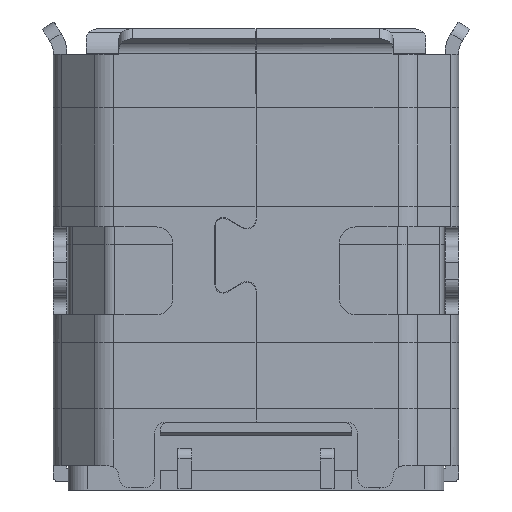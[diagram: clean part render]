
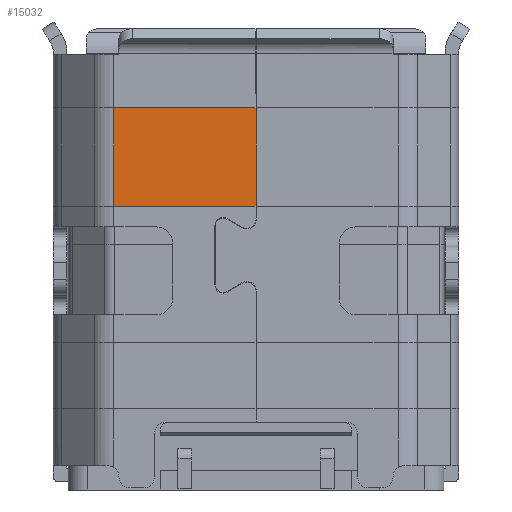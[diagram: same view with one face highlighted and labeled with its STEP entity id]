
A CAD part, front view. The second image highlights one B-rep face of the part: STEP entity #15032.
In plain terms, the highlighted planar face has unit normal (0, -1, 0).
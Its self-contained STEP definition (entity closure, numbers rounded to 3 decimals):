
#12941 = PLANE('',#12942);
#12942 = AXIS2_PLACEMENT_3D('',#12943,#12944,#12945);
#12943 = CARTESIAN_POINT('',(-2.593,-1.175,0.675));
#12944 = DIRECTION('',(0.,1.,0.));
#12945 = DIRECTION('',(0.,0.,1.));
#13571 = EDGE_CURVE('',#13572,#13574,#13576,.T.);
#13572 = VERTEX_POINT('',#13573);
#13573 = CARTESIAN_POINT('',(-2.593,-1.175,-0.3));
#13574 = VERTEX_POINT('',#13575);
#13575 = CARTESIAN_POINT('',(-0.,-1.175,-0.3));
#13576 = SURFACE_CURVE('',#13577,(#13581,#13588),.PCURVE_S1.);
#13577 = LINE('',#13578,#13579);
#13578 = CARTESIAN_POINT('',(-4.046,-1.175,-0.3));
#13579 = VECTOR('',#13580,1.);
#13580 = DIRECTION('',(1.,0.,0.));
#13581 = PCURVE('',#12941,#13582);
#13582 = DEFINITIONAL_REPRESENTATION('',(#13583),#13587);
#13583 = LINE('',#13584,#13585);
#13584 = CARTESIAN_POINT('',(-0.975,-1.454));
#13585 = VECTOR('',#13586,1.);
#13586 = DIRECTION('',(0.,1.));
#13587 = ( GEOMETRIC_REPRESENTATION_CONTEXT(2) 
PARAMETRIC_REPRESENTATION_CONTEXT() REPRESENTATION_CONTEXT('2D SPACE',''
  ) );
#13588 = PCURVE('',#13589,#13594);
#13589 = PLANE('',#13590);
#13590 = AXIS2_PLACEMENT_3D('',#13591,#13592,#13593);
#13591 = CARTESIAN_POINT('',(-2.593,-1.175,1.5));
#13592 = DIRECTION('',(0.,-1.,0.));
#13593 = DIRECTION('',(1.,0.,0.));
#13594 = DEFINITIONAL_REPRESENTATION('',(#13595),#13599);
#13595 = LINE('',#13596,#13597);
#13596 = CARTESIAN_POINT('',(-1.454,-1.8));
#13597 = VECTOR('',#13598,1.);
#13598 = DIRECTION('',(1.,0.));
#13599 = ( GEOMETRIC_REPRESENTATION_CONTEXT(2) 
PARAMETRIC_REPRESENTATION_CONTEXT() REPRESENTATION_CONTEXT('2D SPACE',''
  ) );
#14106 = PLANE('',#14107);
#14107 = AXIS2_PLACEMENT_3D('',#14108,#14109,#14110);
#14108 = CARTESIAN_POINT('',(0.,-1.175,1.5));
#14109 = DIRECTION('',(1.,0.,0.));
#14110 = DIRECTION('',(0.,1.,0.));
#15032 = ADVANCED_FACE('',(#15033),#13589,.T.);
#15033 = FACE_BOUND('',#15034,.T.);
#15034 = EDGE_LOOP('',(#15035,#15063,#15064,#15087));
#15035 = ORIENTED_EDGE('',*,*,#15036,.T.);
#15036 = EDGE_CURVE('',#15037,#13572,#15039,.T.);
#15037 = VERTEX_POINT('',#15038);
#15038 = CARTESIAN_POINT('',(-2.593,-1.175,1.5));
#15039 = SURFACE_CURVE('',#15040,(#15044,#15051),.PCURVE_S1.);
#15040 = LINE('',#15041,#15042);
#15041 = CARTESIAN_POINT('',(-2.593,-1.175,1.5));
#15042 = VECTOR('',#15043,1.);
#15043 = DIRECTION('',(-0.,-0.,-1.));
#15044 = PCURVE('',#13589,#15045);
#15045 = DEFINITIONAL_REPRESENTATION('',(#15046),#15050);
#15046 = LINE('',#15047,#15048);
#15047 = CARTESIAN_POINT('',(0.,0.));
#15048 = VECTOR('',#15049,1.);
#15049 = DIRECTION('',(0.,-1.));
#15050 = ( GEOMETRIC_REPRESENTATION_CONTEXT(2) 
PARAMETRIC_REPRESENTATION_CONTEXT() REPRESENTATION_CONTEXT('2D SPACE',''
  ) );
#15051 = PCURVE('',#15052,#15057);
#15052 = CYLINDRICAL_SURFACE('',#15053,0.5);
#15053 = AXIS2_PLACEMENT_3D('',#15054,#15055,#15056);
#15054 = CARTESIAN_POINT('',(-2.593,-0.675,1.5));
#15055 = DIRECTION('',(0.,0.,1.));
#15056 = DIRECTION('',(-1.,0.,0.));
#15057 = DEFINITIONAL_REPRESENTATION('',(#15058),#15062);
#15058 = LINE('',#15059,#15060);
#15059 = CARTESIAN_POINT('',(-4.712,0.));
#15060 = VECTOR('',#15061,1.);
#15061 = DIRECTION('',(-0.,-1.));
#15062 = ( GEOMETRIC_REPRESENTATION_CONTEXT(2) 
PARAMETRIC_REPRESENTATION_CONTEXT() REPRESENTATION_CONTEXT('2D SPACE',''
  ) );
#15063 = ORIENTED_EDGE('',*,*,#13571,.T.);
#15064 = ORIENTED_EDGE('',*,*,#15065,.F.);
#15065 = EDGE_CURVE('',#15066,#13574,#15068,.T.);
#15066 = VERTEX_POINT('',#15067);
#15067 = CARTESIAN_POINT('',(-0.,-1.175,1.5));
#15068 = SURFACE_CURVE('',#15069,(#15073,#15080),.PCURVE_S1.);
#15069 = LINE('',#15070,#15071);
#15070 = CARTESIAN_POINT('',(0.,-1.175,1.5));
#15071 = VECTOR('',#15072,1.);
#15072 = DIRECTION('',(-0.,-0.,-1.));
#15073 = PCURVE('',#13589,#15074);
#15074 = DEFINITIONAL_REPRESENTATION('',(#15075),#15079);
#15075 = LINE('',#15076,#15077);
#15076 = CARTESIAN_POINT('',(2.593,0.));
#15077 = VECTOR('',#15078,1.);
#15078 = DIRECTION('',(0.,-1.));
#15079 = ( GEOMETRIC_REPRESENTATION_CONTEXT(2) 
PARAMETRIC_REPRESENTATION_CONTEXT() REPRESENTATION_CONTEXT('2D SPACE',''
  ) );
#15080 = PCURVE('',#14106,#15081);
#15081 = DEFINITIONAL_REPRESENTATION('',(#15082),#15086);
#15082 = LINE('',#15083,#15084);
#15083 = CARTESIAN_POINT('',(0.,0.));
#15084 = VECTOR('',#15085,1.);
#15085 = DIRECTION('',(0.,-1.));
#15086 = ( GEOMETRIC_REPRESENTATION_CONTEXT(2) 
PARAMETRIC_REPRESENTATION_CONTEXT() REPRESENTATION_CONTEXT('2D SPACE',''
  ) );
#15087 = ORIENTED_EDGE('',*,*,#15088,.F.);
#15088 = EDGE_CURVE('',#15037,#15066,#15089,.T.);
#15089 = SURFACE_CURVE('',#15090,(#15094,#15101),.PCURVE_S1.);
#15090 = LINE('',#15091,#15092);
#15091 = CARTESIAN_POINT('',(-4.046,-1.175,1.5));
#15092 = VECTOR('',#15093,1.);
#15093 = DIRECTION('',(1.,0.,0.));
#15094 = PCURVE('',#13589,#15095);
#15095 = DEFINITIONAL_REPRESENTATION('',(#15096),#15100);
#15096 = LINE('',#15097,#15098);
#15097 = CARTESIAN_POINT('',(-1.454,0.));
#15098 = VECTOR('',#15099,1.);
#15099 = DIRECTION('',(1.,0.));
#15100 = ( GEOMETRIC_REPRESENTATION_CONTEXT(2) 
PARAMETRIC_REPRESENTATION_CONTEXT() REPRESENTATION_CONTEXT('2D SPACE',''
  ) );
#15101 = PCURVE('',#15102,#15107);
#15102 = PLANE('',#15103);
#15103 = AXIS2_PLACEMENT_3D('',#15104,#15105,#15106);
#15104 = CARTESIAN_POINT('',(-2.593,-1.175,2.475));
#15105 = DIRECTION('',(0.,1.,0.));
#15106 = DIRECTION('',(0.,0.,1.));
#15107 = DEFINITIONAL_REPRESENTATION('',(#15108),#15112);
#15108 = LINE('',#15109,#15110);
#15109 = CARTESIAN_POINT('',(-0.975,-1.454));
#15110 = VECTOR('',#15111,1.);
#15111 = DIRECTION('',(0.,1.));
#15112 = ( GEOMETRIC_REPRESENTATION_CONTEXT(2) 
PARAMETRIC_REPRESENTATION_CONTEXT() REPRESENTATION_CONTEXT('2D SPACE',''
  ) );
